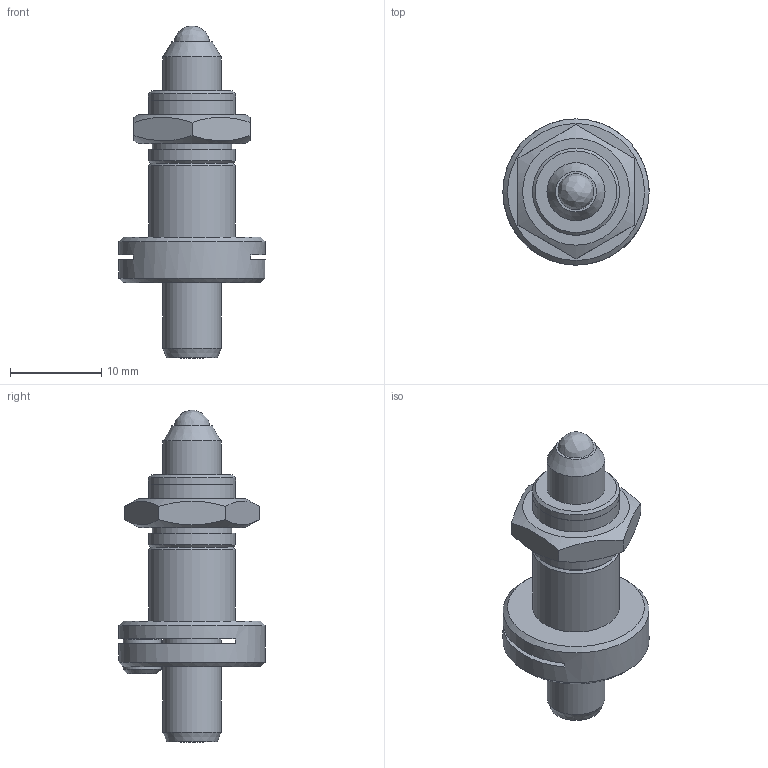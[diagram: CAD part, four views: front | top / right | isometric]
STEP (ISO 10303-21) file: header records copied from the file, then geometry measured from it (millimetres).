
FILE_DESCRIPTION (( 'STEP AP203' ), '1' );
FILE_NAME ('AJS100-0.5H.STEP', '2025-05-13T09:36:54', ( 'Windows User' ), ( 'P R C' ), 'SwSTEP 2.0', 'SolidWorks 2020', '' );
FILE_SCHEMA (( 'CONFIG_CONTROL_DESIGN' ));
Length unit declared in the file: millimetre
Products named in the file (1): AJS100-0.5H
Bounding box: 16 x 16 x 36.33 mm (x, y, z)
Volume: 2638.9 mm3; surface area: 2201.1 mm2
Topology: 1 solids, 3 shells, 89 faces, 220 edges, 141 vertices
Faces by surface type: plane 48, cone 22, cylinder 17, bspline 2
Full cylindrical faces by diameter (mm): 1.499 x1, 2.121 x1, 4.166 x2, 6.35 x4, 6.604 x1, 8.738 x1, 9.5 x3, 9.525 x1, 16 x1
Entity records: 2499 total; most frequent: CARTESIAN_POINT 605, DIRECTION 376, ORIENTED_EDGE 322, EDGE_CURVE 161, AXIS2_PLACEMENT_3D 157, EDGE_LOOP 137, VERTEX_POINT 120, FACE_OUTER_BOUND 104
